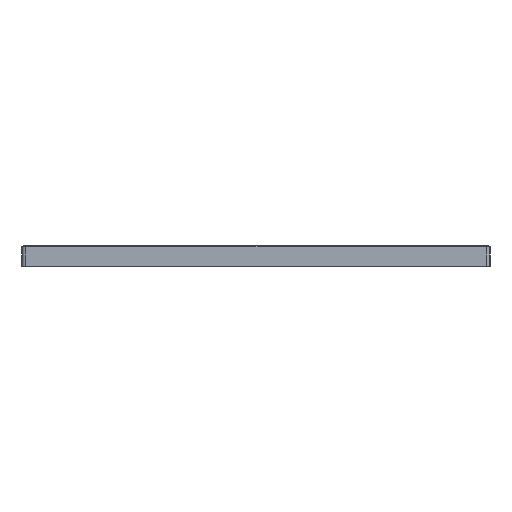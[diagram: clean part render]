
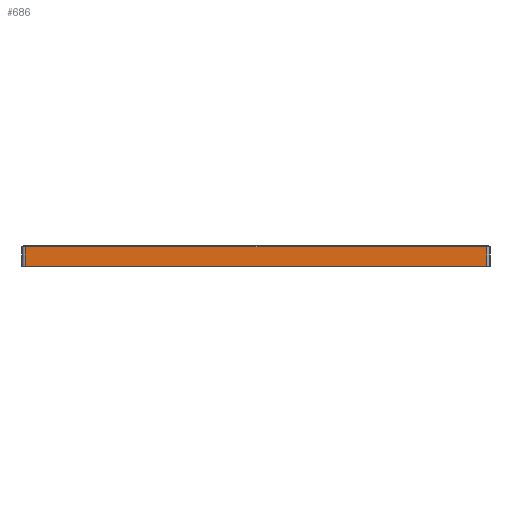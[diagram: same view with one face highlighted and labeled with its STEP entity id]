
A CAD part, left-side view. The second image highlights one B-rep face of the part: STEP entity #686.
In plain terms, the highlighted planar face has unit normal (-1, 0, 0).
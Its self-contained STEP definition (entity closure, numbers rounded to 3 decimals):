
#686=ADVANCED_FACE('',(#1138),#1023,.T.);
#1023=PLANE('',#6199);
#1138=FACE_OUTER_BOUND('',#1470,.T.);
#1470=EDGE_LOOP('',(#2741,#2742,#2743,#2744,#2745));
#1868=LINE('',#18045,#2252);
#1869=LINE('',#18079,#2253);
#1870=LINE('',#18081,#2254);
#2252=VECTOR('',#6718,1.);
#2253=VECTOR('',#6719,1.);
#2254=VECTOR('',#6720,1.);
#2741=ORIENTED_EDGE('',*,*,#5140,.T.);
#2742=ORIENTED_EDGE('',*,*,#5141,.T.);
#2743=ORIENTED_EDGE('',*,*,#5142,.T.);
#2744=ORIENTED_EDGE('',*,*,#5143,.T.);
#2745=ORIENTED_EDGE('',*,*,#5144,.F.);
#4555=VERTEX_POINT('',#18046);
#4556=VERTEX_POINT('',#18047);
#4557=VERTEX_POINT('',#18058);
#4558=VERTEX_POINT('',#18078);
#4559=VERTEX_POINT('',#18080);
#5140=EDGE_CURVE('',#4555,#4556,#1868,.T.);
#5141=EDGE_CURVE('',#4556,#4557,#6025,.T.);
#5142=EDGE_CURVE('',#4557,#4558,#6026,.T.);
#5143=EDGE_CURVE('',#4558,#4559,#1869,.T.);
#5144=EDGE_CURVE('',#4555,#4559,#1870,.T.);
#6025=B_SPLINE_CURVE_WITH_KNOTS('',3,(#18048,#18049,#18050,#18051,#18052,
#18053,#18054,#18055,#18056,#18057),.UNSPECIFIED.,.F.,.F.,(4,3,3,4),(0.,
0.153,0.381,1.),.UNSPECIFIED.);
#6026=B_SPLINE_CURVE_WITH_KNOTS('',3,(#18059,#18060,#18061,#18062,#18063,
#18064,#18065,#18066,#18067,#18068,#18069,#18070,#18071,#18072,#18073,#18074,
#18075,#18076,#18077),.UNSPECIFIED.,.F.,.F.,(4,3,3,3,3,3,4),(0.,0.009,
0.043,0.183,0.739,0.847,
1.),.UNSPECIFIED.);
#6199=AXIS2_PLACEMENT_3D('',#18082,#6721,#6722);
#6718=DIRECTION('',(0.,0.,1.));
#6719=DIRECTION('',(0.,0.,-1.));
#6720=DIRECTION('',(0.,1.,0.));
#6721=DIRECTION('',(-1.,0.,0.));
#6722=DIRECTION('',(0.,0.,1.));
#18045=CARTESIAN_POINT('',(-200.,-345.,29.));
#18046=CARTESIAN_POINT('',(-200.,-345.,0.));
#18047=CARTESIAN_POINT('',(-200.,-345.,28.475));
#18048=CARTESIAN_POINT('',(-200.,-345.,28.475));
#18049=CARTESIAN_POINT('',(-200.,-327.443,28.397));
#18050=CARTESIAN_POINT('',(-200.,-309.885,28.47));
#18051=CARTESIAN_POINT('',(-200.,-292.328,28.47));
#18052=CARTESIAN_POINT('',(-200.,-266.013,28.47));
#18053=CARTESIAN_POINT('',(-200.,-239.699,28.47));
#18054=CARTESIAN_POINT('',(-200.,-213.385,28.47));
#18055=CARTESIAN_POINT('',(-200.,-142.257,28.47));
#18056=CARTESIAN_POINT('',(-200.,-71.128,28.47));
#18057=CARTESIAN_POINT('',(-200.,0.,28.47));
#18058=CARTESIAN_POINT('',(-200.,0.,28.47));
#18059=CARTESIAN_POINT('',(-200.,0.,28.47));
#18060=CARTESIAN_POINT('',(-200.,1.,28.47));
#18061=CARTESIAN_POINT('',(-200.,2.,28.47));
#18062=CARTESIAN_POINT('',(-200.,3.,28.47));
#18063=CARTESIAN_POINT('',(-200.,7.,28.47));
#18064=CARTESIAN_POINT('',(-200.,11.,28.47));
#18065=CARTESIAN_POINT('',(-200.,15.,28.47));
#18066=CARTESIAN_POINT('',(-200.,31.,28.47));
#18067=CARTESIAN_POINT('',(-200.,47.,28.47));
#18068=CARTESIAN_POINT('',(-200.,63.,28.47));
#18069=CARTESIAN_POINT('',(-200.,127.,28.47));
#18070=CARTESIAN_POINT('',(-200.,191.,28.47));
#18071=CARTESIAN_POINT('',(-200.,255.,28.47));
#18072=CARTESIAN_POINT('',(-200.,267.443,28.47));
#18073=CARTESIAN_POINT('',(-200.,279.885,28.47));
#18074=CARTESIAN_POINT('',(-200.,292.328,28.47));
#18075=CARTESIAN_POINT('',(-200.,309.885,28.47));
#18076=CARTESIAN_POINT('',(-200.,327.443,28.397));
#18077=CARTESIAN_POINT('',(-200.,345.,28.475));
#18078=CARTESIAN_POINT('',(-200.,345.,28.475));
#18079=CARTESIAN_POINT('',(-200.,345.,29.));
#18080=CARTESIAN_POINT('',(-200.,345.,0.));
#18081=CARTESIAN_POINT('',(-200.,-350.,0.));
#18082=CARTESIAN_POINT('',(-200.,-350.,29.));
